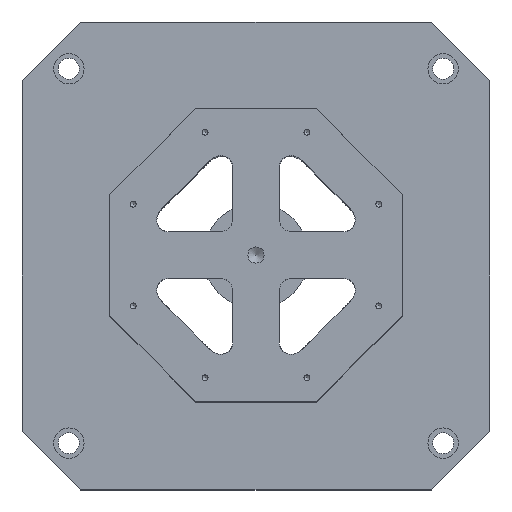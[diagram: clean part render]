
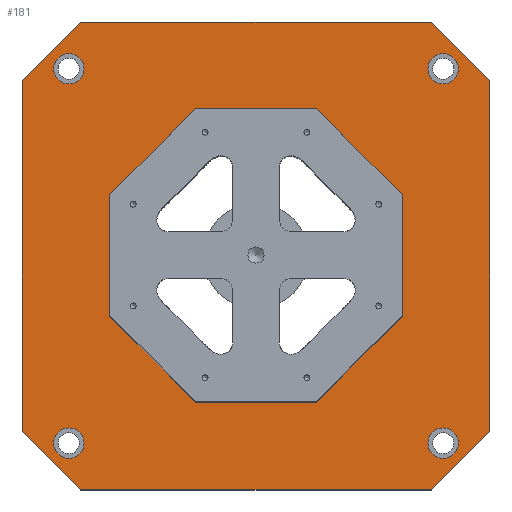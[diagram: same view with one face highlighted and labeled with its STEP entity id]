
A CAD part, top view. The second image highlights one B-rep face of the part: STEP entity #181.
In plain terms, the highlighted planar face has unit normal (0, 0, 1).
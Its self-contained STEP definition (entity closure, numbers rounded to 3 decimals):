
#181 = ADVANCED_FACE( '', ( #877, #878, #879, #880, #881, #882 ), #883, .T. );
#877 = FACE_BOUND( '', #2176, .T. );
#878 = FACE_BOUND( '', #2177, .T. );
#879 = FACE_BOUND( '', #2178, .T. );
#880 = FACE_BOUND( '', #2179, .T. );
#881 = FACE_BOUND( '', #2180, .T. );
#882 = FACE_OUTER_BOUND( '', #2181, .T. );
#883 = PLANE( '', #2182 );
#2176 = EDGE_LOOP( '', ( #4141 ) );
#2177 = EDGE_LOOP( '', ( #4142 ) );
#2178 = EDGE_LOOP( '', ( #4143 ) );
#2179 = EDGE_LOOP( '', ( #4144 ) );
#2180 = EDGE_LOOP( '', ( #4145, #4146, #4147, #4148, #4149, #4150, #4151, #4152 ) );
#2181 = EDGE_LOOP( '', ( #4153, #4154, #4155, #4156, #4157, #4158, #4159, #4160 ) );
#2182 = AXIS2_PLACEMENT_3D( '', #4161, #4162, #4163 );
#4141 = ORIENTED_EDGE( '', *, *, #6237, .T. );
#4142 = ORIENTED_EDGE( '', *, *, #6241, .T. );
#4143 = ORIENTED_EDGE( '', *, *, #6245, .T. );
#4144 = ORIENTED_EDGE( '', *, *, #6249, .T. );
#4145 = ORIENTED_EDGE( '', *, *, #6687, .F. );
#4146 = ORIENTED_EDGE( '', *, *, #6669, .F. );
#4147 = ORIENTED_EDGE( '', *, *, #6651, .F. );
#4148 = ORIENTED_EDGE( '', *, *, #6633, .F. );
#4149 = ORIENTED_EDGE( '', *, *, #6615, .F. );
#4150 = ORIENTED_EDGE( '', *, *, #6597, .F. );
#4151 = ORIENTED_EDGE( '', *, *, #6579, .F. );
#4152 = ORIENTED_EDGE( '', *, *, #6562, .F. );
#4153 = ORIENTED_EDGE( '', *, *, #6716, .T. );
#4154 = ORIENTED_EDGE( '', *, *, #6717, .T. );
#4155 = ORIENTED_EDGE( '', *, *, #6419, .T. );
#4156 = ORIENTED_EDGE( '', *, *, #6014, .T. );
#4157 = ORIENTED_EDGE( '', *, *, #6718, .T. );
#4158 = ORIENTED_EDGE( '', *, *, #6719, .T. );
#4159 = ORIENTED_EDGE( '', *, *, #6720, .T. );
#4160 = ORIENTED_EDGE( '', *, *, #6721, .T. );
#4161 = CARTESIAN_POINT( '', ( -200., -200., 50. ) );
#4162 = DIRECTION( '', ( 0., 0., 1. ) );
#4163 = DIRECTION( '', ( 1., 0., 0. ) );
#6014 = EDGE_CURVE( '', #7022, #7023, #7024, .F. );
#6237 = EDGE_CURVE( '', #7411, #7411, #7412, .T. );
#6241 = EDGE_CURVE( '', #7419, #7419, #7420, .T. );
#6245 = EDGE_CURVE( '', #7427, #7427, #7428, .T. );
#6249 = EDGE_CURVE( '', #7435, #7435, #7436, .T. );
#6419 = EDGE_CURVE( '', #7728, #7022, #7729, .T. );
#6562 = EDGE_CURVE( '', #8000, #8002, #8003, .T. );
#6579 = EDGE_CURVE( '', #8002, #8035, #8036, .T. );
#6597 = EDGE_CURVE( '', #8035, #8070, #8071, .T. );
#6615 = EDGE_CURVE( '', #8070, #8105, #8106, .T. );
#6633 = EDGE_CURVE( '', #8105, #8140, #8141, .T. );
#6651 = EDGE_CURVE( '', #8140, #8175, #8176, .T. );
#6669 = EDGE_CURVE( '', #8175, #8210, #8211, .T. );
#6687 = EDGE_CURVE( '', #8210, #8000, #8245, .T. );
#6716 = EDGE_CURVE( '', #8279, #8280, #8281, .T. );
#6717 = EDGE_CURVE( '', #8280, #7728, #8282, .F. );
#6718 = EDGE_CURVE( '', #7023, #8283, #8284, .T. );
#6719 = EDGE_CURVE( '', #8283, #8285, #8286, .F. );
#6720 = EDGE_CURVE( '', #8285, #8287, #8288, .T. );
#6721 = EDGE_CURVE( '', #8287, #8279, #8289, .F. );
#7022 = VERTEX_POINT( '', #8620 );
#7023 = VERTEX_POINT( '', #8621 );
#7024 = LINE( '', #8622, #8623 );
#7411 = VERTEX_POINT( '', #10307 );
#7412 = CIRCLE( '', #10308, 13. );
#7419 = VERTEX_POINT( '', #10315 );
#7420 = CIRCLE( '', #10316, 13. );
#7427 = VERTEX_POINT( '', #10323 );
#7428 = CIRCLE( '', #10324, 13. );
#7435 = VERTEX_POINT( '', #10331 );
#7436 = CIRCLE( '', #10332, 13. );
#7728 = VERTEX_POINT( '', #10729 );
#7729 = LINE( '', #10730, #10731 );
#8000 = VERTEX_POINT( '', #11073 );
#8002 = VERTEX_POINT( '', #11076 );
#8003 = LINE( '', #11077, #11078 );
#8035 = VERTEX_POINT( '', #11111 );
#8036 = LINE( '', #11112, #11113 );
#8070 = VERTEX_POINT( '', #11148 );
#8071 = LINE( '', #11149, #11150 );
#8105 = VERTEX_POINT( '', #11185 );
#8106 = LINE( '', #11186, #11187 );
#8140 = VERTEX_POINT( '', #11222 );
#8141 = LINE( '', #11223, #11224 );
#8175 = VERTEX_POINT( '', #11259 );
#8176 = LINE( '', #11260, #11261 );
#8210 = VERTEX_POINT( '', #11296 );
#8211 = LINE( '', #11297, #11298 );
#8245 = LINE( '', #11333, #11334 );
#8279 = VERTEX_POINT( '', #11374 );
#8280 = VERTEX_POINT( '', #11375 );
#8281 = LINE( '', #11376, #11377 );
#8282 = LINE( '', #11378, #11379 );
#8283 = VERTEX_POINT( '', #11380 );
#8284 = LINE( '', #11381, #11382 );
#8285 = VERTEX_POINT( '', #11383 );
#8286 = LINE( '', #11384, #11385 );
#8287 = VERTEX_POINT( '', #11386 );
#8288 = LINE( '', #11387, #11388 );
#8289 = LINE( '', #11389, #11390 );
#8620 = CARTESIAN_POINT( '', ( -200., -150., 50. ) );
#8621 = CARTESIAN_POINT( '', ( -150., -200., 50. ) );
#8622 = CARTESIAN_POINT( '', ( -175., -175., 50. ) );
#8623 = VECTOR( '', #13226, 1000. );
#10307 = CARTESIAN_POINT( '', ( -160., -173., 50. ) );
#10308 = AXIS2_PLACEMENT_3D( '', #13553, #13554, #13555 );
#10315 = CARTESIAN_POINT( '', ( 160., -173., 50. ) );
#10316 = AXIS2_PLACEMENT_3D( '', #13565, #13566, #13567 );
#10323 = CARTESIAN_POINT( '', ( 160., 147., 50. ) );
#10324 = AXIS2_PLACEMENT_3D( '', #13577, #13578, #13579 );
#10331 = CARTESIAN_POINT( '', ( -160., 147., 50. ) );
#10332 = AXIS2_PLACEMENT_3D( '', #13589, #13590, #13591 );
#10729 = CARTESIAN_POINT( '', ( -200., 150., 50. ) );
#10730 = CARTESIAN_POINT( '', ( -200., 200., 50. ) );
#10731 = VECTOR( '', #13889, 1000. );
#11073 = CARTESIAN_POINT( '', ( -51.777, -125., 50. ) );
#11076 = CARTESIAN_POINT( '', ( 51.777, -125., 50. ) );
#11077 = CARTESIAN_POINT( '', ( -200., -125., 50. ) );
#11078 = VECTOR( '', #14172, 1000. );
#11111 = CARTESIAN_POINT( '', ( 125., -51.777, 50. ) );
#11112 = CARTESIAN_POINT( '', ( -111.612, -288.388, 50. ) );
#11113 = VECTOR( '', #14219, 1000. );
#11148 = CARTESIAN_POINT( '', ( 125., 51.777, 50. ) );
#11149 = CARTESIAN_POINT( '', ( 125., -200., 50. ) );
#11150 = VECTOR( '', #14269, 1000. );
#11185 = CARTESIAN_POINT( '', ( 51.777, 125., 50. ) );
#11186 = CARTESIAN_POINT( '', ( 88.388, 88.388, 50. ) );
#11187 = VECTOR( '', #14319, 1000. );
#11222 = CARTESIAN_POINT( '', ( -51.777, 125., 50. ) );
#11223 = CARTESIAN_POINT( '', ( -200., 125., 50. ) );
#11224 = VECTOR( '', #14369, 1000. );
#11259 = CARTESIAN_POINT( '', ( -125., 51.777, 50. ) );
#11260 = CARTESIAN_POINT( '', ( -288.388, -111.612, 50. ) );
#11261 = VECTOR( '', #14419, 1000. );
#11296 = CARTESIAN_POINT( '', ( -125., -51.777, 50. ) );
#11297 = CARTESIAN_POINT( '', ( -125., -200., 50. ) );
#11298 = VECTOR( '', #14469, 1000. );
#11333 = CARTESIAN_POINT( '', ( -88.388, -88.388, 50. ) );
#11334 = VECTOR( '', #14519, 1000. );
#11374 = CARTESIAN_POINT( '', ( 150., 200., 50. ) );
#11375 = CARTESIAN_POINT( '', ( -150., 200., 50. ) );
#11376 = CARTESIAN_POINT( '', ( 200., 200., 50. ) );
#11377 = VECTOR( '', #14592, 1000. );
#11378 = CARTESIAN_POINT( '', ( -375., -25., 50. ) );
#11379 = VECTOR( '', #14593, 1000. );
#11380 = CARTESIAN_POINT( '', ( 150., -200., 50. ) );
#11381 = CARTESIAN_POINT( '', ( -200., -200., 50. ) );
#11382 = VECTOR( '', #14594, 1000. );
#11383 = CARTESIAN_POINT( '', ( 200., -150., 50. ) );
#11384 = CARTESIAN_POINT( '', ( -25., -375., 50. ) );
#11385 = VECTOR( '', #14595, 1000. );
#11386 = CARTESIAN_POINT( '', ( 200., 150., 50. ) );
#11387 = CARTESIAN_POINT( '', ( 200., -200., 50. ) );
#11388 = VECTOR( '', #14596, 1000. );
#11389 = CARTESIAN_POINT( '', ( 175., 175., 50. ) );
#11390 = VECTOR( '', #14597, 1000. );
#13226 = DIRECTION( '', ( -0.707, 0.707, 0. ) );
#13553 = CARTESIAN_POINT( '', ( -160., -160., 50. ) );
#13554 = DIRECTION( '', ( 0., 0., -1. ) );
#13555 = DIRECTION( '', ( 0., -1., 0. ) );
#13565 = CARTESIAN_POINT( '', ( 160., -160., 50. ) );
#13566 = DIRECTION( '', ( 0., 0., -1. ) );
#13567 = DIRECTION( '', ( 0., -1., 0. ) );
#13577 = CARTESIAN_POINT( '', ( 160., 160., 50. ) );
#13578 = DIRECTION( '', ( 0., 0., -1. ) );
#13579 = DIRECTION( '', ( 0., -1., 0. ) );
#13589 = CARTESIAN_POINT( '', ( -160., 160., 50. ) );
#13590 = DIRECTION( '', ( 0., 0., -1. ) );
#13591 = DIRECTION( '', ( 0., -1., 0. ) );
#13889 = DIRECTION( '', ( 0., -1., 0. ) );
#14172 = DIRECTION( '', ( 1., 0., 0. ) );
#14219 = DIRECTION( '', ( 0.707, 0.707, 0. ) );
#14269 = DIRECTION( '', ( 0., 1., 0. ) );
#14319 = DIRECTION( '', ( -0.707, 0.707, 0. ) );
#14369 = DIRECTION( '', ( -1., 0., 0. ) );
#14419 = DIRECTION( '', ( -0.707, -0.707, 0. ) );
#14469 = DIRECTION( '', ( 0., -1., 0. ) );
#14519 = DIRECTION( '', ( 0.707, -0.707, 0. ) );
#14592 = DIRECTION( '', ( -1., 0., 0. ) );
#14593 = DIRECTION( '', ( 0.707, 0.707, 0. ) );
#14594 = DIRECTION( '', ( 1., 0., 0. ) );
#14595 = DIRECTION( '', ( -0.707, -0.707, 0. ) );
#14596 = DIRECTION( '', ( 0., 1., 0. ) );
#14597 = DIRECTION( '', ( 0.707, -0.707, 0. ) );
